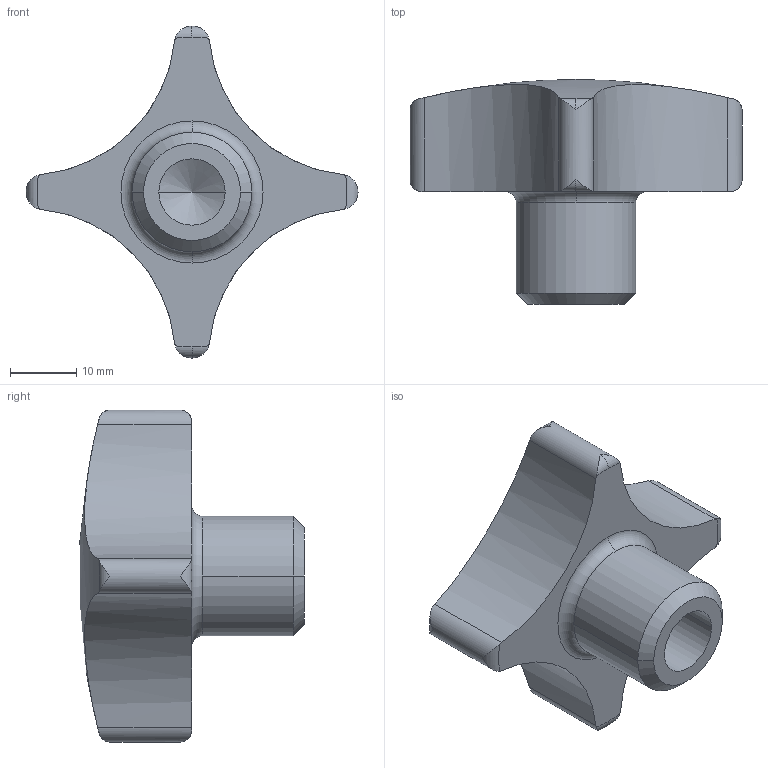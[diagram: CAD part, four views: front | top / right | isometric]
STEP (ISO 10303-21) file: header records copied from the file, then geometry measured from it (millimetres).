
FILE_DESCRIPTION( ( '' ), '1' );
FILE_NAME( 'K0146.3050102_C.stp', '2012-11-01T11:49:40', ( '' ), ( '' ), ' ', ' ', ' ' );
FILE_SCHEMA( ( 'CONFIG_CONTROL_DESIGN' ) );
Length unit declared in the file: millimetre
Products named in the file (1): 1
Bounding box: 50 x 33.88 x 50 mm (x, y, z)
Volume: 16961.4 mm3; surface area: 5647.3 mm2
Topology: 1 solids, 1 shells, 33 faces, 91 edges, 60 vertices
Faces by surface type: torus 14, cylinder 12, cone 4, plane 2, sphere 1
Entity records: 1392 total; most frequent: CARTESIAN_POINT 523, ORIENTED_EDGE 178, DIRECTION 174, EDGE_CURVE 89, AXIS2_PLACEMENT_3D 79, VERTEX_POINT 60, CIRCLE 45, EDGE_LOOP 35
